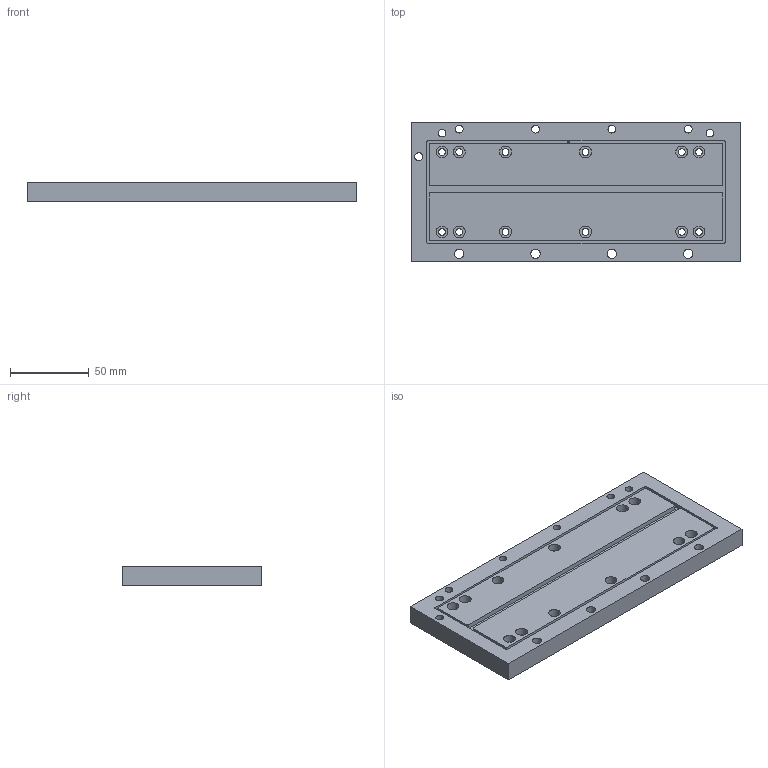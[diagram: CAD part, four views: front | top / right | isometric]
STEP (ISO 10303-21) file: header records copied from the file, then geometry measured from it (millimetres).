
FILE_DESCRIPTION(/* description */ (''),/* implementation_level */ '2;1');
FILE_NAME(/* name */ 'F10129572--_1-FIXTURE_ CMS2 ETL_ AL-N BASEPLATE HOLDING BASE FIXTURE1.stp',/* time_stamp */ '2020-07-09T15:59:33-05:00',/* author */ (''),/* organization */ (''),/* preprocessor_version */ 'ST-DEVELOPER v16',/* originating_system */ 'SIEMENS PLM Software NX 11.0',/* authorisation */ '');
FILE_SCHEMA (('AUTOMOTIVE_DESIGN { 1 0 10303 214 3 1 1 1 }'));
Length unit declared in the file: millimetre
Products named in the file (1): F10129572--_1-FIXTURE_ CMS2 ETL_ AL-N BASEPLATE HOLDING BASE FIXTURE1
Bounding box: 209.55 x 88.9 x 12.7 mm (x, y, z)
Volume: 224321.6 mm3; surface area: 53302 mm2
Topology: 1 solids, 1 shells, 80 faces, 218 edges, 152 vertices
Faces by surface type: cylinder 45, plane 33, cone 2
Full cylindrical faces by diameter (mm): 1.587 x1, 4.039 x1, 4.366 x12, 4.98 x7, 5.98 x4, 7.541 x12
Entity records: 2885 total; most frequent: CARTESIAN_POINT 408, DIRECTION 402, ORIENTED_EDGE 306, EDGE_LOOP 178, AXIS2_PLACEMENT_3D 172, FACE_BOUND 155, EDGE_CURVE 153, VERTEX_POINT 126
